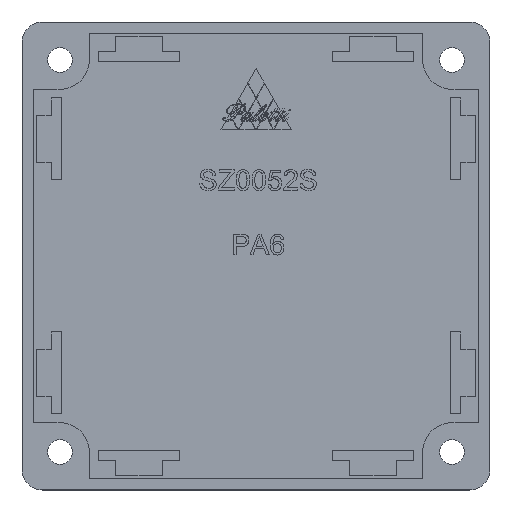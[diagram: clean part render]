
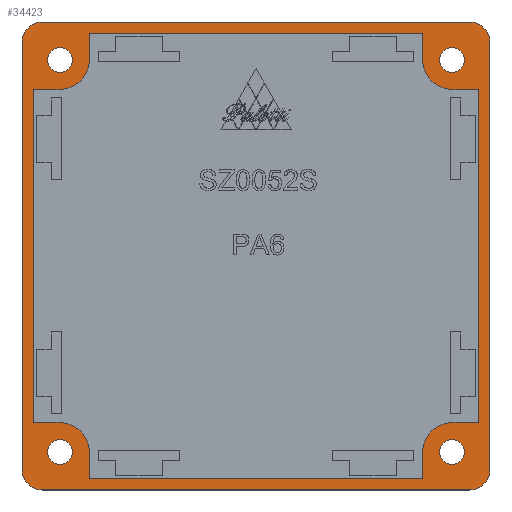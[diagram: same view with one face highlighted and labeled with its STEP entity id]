
A CAD part, top view. The second image highlights one B-rep face of the part: STEP entity #34423.
In plain terms, the highlighted planar face has unit normal (0, 0, 1).
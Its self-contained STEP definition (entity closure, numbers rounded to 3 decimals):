
#33062=CARTESIAN_POINT('',(-33.5,-28.5,0.0));
#33063=VERTEX_POINT('',#33062);
#33070=CARTESIAN_POINT('',(-28.5,-33.5,0.0));
#33071=VERTEX_POINT('',#33070);
#33072=CARTESIAN_POINT('',(-33.5,-33.5,0.0));
#33073=DIRECTION('',(0.0,0.0,1.0));
#33074=DIRECTION('',(-1.0,0.0,0.0));
#33075=AXIS2_PLACEMENT_3D('',#33072,#33073,#33074);
#33076=CIRCLE('',#33075,5.);
#33077=EDGE_CURVE('',#33071,#33063,#33076,.T.);
#33095=CARTESIAN_POINT('',(-28.5,-38.,0.0));
#33096=VERTEX_POINT('',#33095);
#33097=CARTESIAN_POINT('',(-28.5,-38.,0.0));
#33098=DIRECTION('',(0.0,1.0,0.0));
#33099=VECTOR('',#33098,4.5);
#33100=LINE('',#33097,#33099);
#33101=EDGE_CURVE('',#33096,#33071,#33100,.T.);
#33119=CARTESIAN_POINT('',(28.5,-38.,0.0));
#33120=VERTEX_POINT('',#33119);
#33121=CARTESIAN_POINT('',(28.5,-38.,0.0));
#33122=DIRECTION('',(-1.0,0.0,0.0));
#33123=VECTOR('',#33122,57.);
#33124=LINE('',#33121,#33123);
#33125=EDGE_CURVE('',#33120,#33096,#33124,.T.);
#33143=CARTESIAN_POINT('',(28.5,-33.5,0.0));
#33144=VERTEX_POINT('',#33143);
#33145=CARTESIAN_POINT('',(28.5,-33.5,0.0));
#33146=DIRECTION('',(0.0,-1.0,0.0));
#33147=VECTOR('',#33146,4.5);
#33148=LINE('',#33145,#33147);
#33149=EDGE_CURVE('',#33144,#33120,#33148,.T.);
#33167=CARTESIAN_POINT('',(33.5,-28.5,0.0));
#33168=VERTEX_POINT('',#33167);
#33169=CARTESIAN_POINT('',(33.5,-33.5,0.0));
#33170=DIRECTION('',(0.0,0.0,1.0));
#33171=DIRECTION('',(0.0,-1.0,0.0));
#33172=AXIS2_PLACEMENT_3D('',#33169,#33170,#33171);
#33173=CIRCLE('',#33172,5.);
#33174=EDGE_CURVE('',#33168,#33144,#33173,.T.);
#33192=CARTESIAN_POINT('',(38.,-28.5,0.0));
#33193=VERTEX_POINT('',#33192);
#33194=CARTESIAN_POINT('',(38.,-28.5,0.0));
#33195=DIRECTION('',(-1.0,0.0,0.0));
#33196=VECTOR('',#33195,4.5);
#33197=LINE('',#33194,#33196);
#33198=EDGE_CURVE('',#33193,#33168,#33197,.T.);
#33216=CARTESIAN_POINT('',(38.,28.5,0.0));
#33217=VERTEX_POINT('',#33216);
#33218=CARTESIAN_POINT('',(38.,28.5,0.0));
#33219=DIRECTION('',(0.0,-1.0,0.0));
#33220=VECTOR('',#33219,57.);
#33221=LINE('',#33218,#33220);
#33222=EDGE_CURVE('',#33217,#33193,#33221,.T.);
#33240=CARTESIAN_POINT('',(33.5,28.5,0.0));
#33241=VERTEX_POINT('',#33240);
#33242=CARTESIAN_POINT('',(33.5,28.5,0.0));
#33243=DIRECTION('',(1.0,0.0,0.0));
#33244=VECTOR('',#33243,4.5);
#33245=LINE('',#33242,#33244);
#33246=EDGE_CURVE('',#33241,#33217,#33245,.T.);
#33264=CARTESIAN_POINT('',(28.5,33.5,0.0));
#33265=VERTEX_POINT('',#33264);
#33266=CARTESIAN_POINT('',(33.5,33.5,0.0));
#33267=DIRECTION('',(0.0,0.0,1.0));
#33268=DIRECTION('',(1.0,0.0,0.0));
#33269=AXIS2_PLACEMENT_3D('',#33266,#33267,#33268);
#33270=CIRCLE('',#33269,5.);
#33271=EDGE_CURVE('',#33265,#33241,#33270,.T.);
#33289=CARTESIAN_POINT('',(28.5,38.,0.0));
#33290=VERTEX_POINT('',#33289);
#33291=CARTESIAN_POINT('',(28.5,38.,0.0));
#33292=DIRECTION('',(0.0,-1.0,0.0));
#33293=VECTOR('',#33292,4.5);
#33294=LINE('',#33291,#33293);
#33295=EDGE_CURVE('',#33290,#33265,#33294,.T.);
#33313=CARTESIAN_POINT('',(-28.5,38.,0.0));
#33314=VERTEX_POINT('',#33313);
#33315=CARTESIAN_POINT('',(-28.5,38.,0.0));
#33316=DIRECTION('',(1.0,0.0,0.0));
#33317=VECTOR('',#33316,57.);
#33318=LINE('',#33315,#33317);
#33319=EDGE_CURVE('',#33314,#33290,#33318,.T.);
#33337=CARTESIAN_POINT('',(-28.5,33.5,0.0));
#33338=VERTEX_POINT('',#33337);
#33339=CARTESIAN_POINT('',(-28.5,33.5,0.0));
#33340=DIRECTION('',(0.0,1.0,0.0));
#33341=VECTOR('',#33340,4.5);
#33342=LINE('',#33339,#33341);
#33343=EDGE_CURVE('',#33338,#33314,#33342,.T.);
#33361=CARTESIAN_POINT('',(-33.5,28.5,0.0));
#33362=VERTEX_POINT('',#33361);
#33363=CARTESIAN_POINT('',(-33.5,33.5,0.0));
#33364=DIRECTION('',(0.0,0.0,1.0));
#33365=DIRECTION('',(0.0,1.0,0.0));
#33366=AXIS2_PLACEMENT_3D('',#33363,#33364,#33365);
#33367=CIRCLE('',#33366,5.);
#33368=EDGE_CURVE('',#33362,#33338,#33367,.T.);
#33386=CARTESIAN_POINT('',(-38.,28.5,0.0));
#33387=VERTEX_POINT('',#33386);
#33388=CARTESIAN_POINT('',(-38.,28.5,0.0));
#33389=DIRECTION('',(1.0,0.0,0.0));
#33390=VECTOR('',#33389,4.5);
#33391=LINE('',#33388,#33390);
#33392=EDGE_CURVE('',#33387,#33362,#33391,.T.);
#33410=CARTESIAN_POINT('',(-38.,-28.5,0.0));
#33411=VERTEX_POINT('',#33410);
#33412=CARTESIAN_POINT('',(-38.,-28.5,0.0));
#33413=DIRECTION('',(0.0,1.0,0.0));
#33414=VECTOR('',#33413,57.);
#33415=LINE('',#33412,#33414);
#33416=EDGE_CURVE('',#33411,#33387,#33415,.T.);
#33434=CARTESIAN_POINT('',(-33.5,-28.5,0.0));
#33435=DIRECTION('',(-1.0,0.0,0.0));
#33436=VECTOR('',#33435,4.5);
#33437=LINE('',#33434,#33436);
#33438=EDGE_CURVE('',#33063,#33411,#33437,.T.);
#33525=CARTESIAN_POINT('',(35.6,-33.5,0.0));
#33526=VERTEX_POINT('',#33525);
#33527=CARTESIAN_POINT('',(33.5,-33.5,0.0));
#33528=DIRECTION('',(0.0,0.0,-1.0));
#33529=DIRECTION('',(-1.0,0.0,0.0));
#33530=AXIS2_PLACEMENT_3D('',#33527,#33528,#33529);
#33531=CIRCLE('',#33530,2.1);
#33532=EDGE_CURVE('',#33526,#33526,#33531,.T.);
#33545=CARTESIAN_POINT('',(-31.4,-33.5,0.0));
#33546=VERTEX_POINT('',#33545);
#33547=CARTESIAN_POINT('',(-33.5,-33.5,0.0));
#33548=DIRECTION('',(0.0,0.0,-1.0));
#33549=DIRECTION('',(-1.0,0.0,0.0));
#33550=AXIS2_PLACEMENT_3D('',#33547,#33548,#33549);
#33551=CIRCLE('',#33550,2.1);
#33552=EDGE_CURVE('',#33546,#33546,#33551,.T.);
#33661=CARTESIAN_POINT('',(35.6,33.5,0.0));
#33662=VERTEX_POINT('',#33661);
#33663=CARTESIAN_POINT('',(33.5,33.5,0.0));
#33664=DIRECTION('',(0.0,0.0,-1.0));
#33665=DIRECTION('',(-1.0,0.0,0.0));
#33666=AXIS2_PLACEMENT_3D('',#33663,#33664,#33665);
#33667=CIRCLE('',#33666,2.1);
#33668=EDGE_CURVE('',#33662,#33662,#33667,.T.);
#33729=CARTESIAN_POINT('',(-31.4,33.5,0.0));
#33730=VERTEX_POINT('',#33729);
#33731=CARTESIAN_POINT('',(-33.5,33.5,0.0));
#33732=DIRECTION('',(0.0,0.0,-1.0));
#33733=DIRECTION('',(-1.0,0.0,0.0));
#33734=AXIS2_PLACEMENT_3D('',#33731,#33732,#33733);
#33735=CIRCLE('',#33734,2.1);
#33736=EDGE_CURVE('',#33730,#33730,#33735,.T.);
#34206=CARTESIAN_POINT('',(-40.,36.5,0.0));
#34207=VERTEX_POINT('',#34206);
#34214=CARTESIAN_POINT('',(-36.5,40.,0.0));
#34215=VERTEX_POINT('',#34214);
#34216=CARTESIAN_POINT('',(-36.5,36.5,0.0));
#34217=DIRECTION('',(0.0,0.0,-1.0));
#34218=DIRECTION('',(-0.707,0.707,0.0));
#34219=AXIS2_PLACEMENT_3D('',#34216,#34217,#34218);
#34220=CIRCLE('',#34219,3.5);
#34221=EDGE_CURVE('',#34207,#34215,#34220,.T.);
#34238=CARTESIAN_POINT('',(-40.,-36.5,0.0));
#34239=VERTEX_POINT('',#34238);
#34246=CARTESIAN_POINT('',(-40.,-36.5,0.0));
#34247=DIRECTION('',(0.0,1.0,0.0));
#34248=VECTOR('',#34247,73.);
#34249=LINE('',#34246,#34248);
#34250=EDGE_CURVE('',#34239,#34207,#34249,.T.);
#34262=CARTESIAN_POINT('',(-36.5,-40.,0.0));
#34263=VERTEX_POINT('',#34262);
#34270=CARTESIAN_POINT('',(-36.5,-36.5,0.0));
#34271=DIRECTION('',(0.0,0.0,-1.0));
#34272=DIRECTION('',(-0.707,-0.707,0.0));
#34273=AXIS2_PLACEMENT_3D('',#34270,#34271,#34272);
#34274=CIRCLE('',#34273,3.5);
#34275=EDGE_CURVE('',#34263,#34239,#34274,.T.);
#34287=CARTESIAN_POINT('',(36.5,-40.,0.0));
#34288=VERTEX_POINT('',#34287);
#34295=CARTESIAN_POINT('',(36.5,-40.,0.0));
#34296=DIRECTION('',(-1.0,0.0,0.0));
#34297=VECTOR('',#34296,73.0);
#34298=LINE('',#34295,#34297);
#34299=EDGE_CURVE('',#34288,#34263,#34298,.T.);
#34340=CARTESIAN_POINT('',(36.5,40.,0.0));
#34341=VERTEX_POINT('',#34340);
#34342=CARTESIAN_POINT('',(-36.5,40.,0.0));
#34343=DIRECTION('',(1.0,0.0,0.0));
#34344=VECTOR('',#34343,73.0);
#34345=LINE('',#34342,#34344);
#34346=EDGE_CURVE('',#34215,#34341,#34345,.T.);
#34357=CARTESIAN_POINT('',(0.0,0.0,0.0));
#34358=DIRECTION('',(0.0,0.0,1.0));
#34359=DIRECTION('',(1.0,0.0,0.0));
#34360=AXIS2_PLACEMENT_3D('',#34357,#34358,#34359);
#34361=PLANE('',#34360);
#34362=ORIENTED_EDGE('',*,*,#34221,.F.);
#34363=ORIENTED_EDGE('',*,*,#34250,.F.);
#34364=ORIENTED_EDGE('',*,*,#34275,.F.);
#34365=ORIENTED_EDGE('',*,*,#34299,.F.);
#34366=CARTESIAN_POINT('',(40.,-36.5,0.0));
#34367=VERTEX_POINT('',#34366);
#34368=CARTESIAN_POINT('',(36.5,-36.5,0.0));
#34369=DIRECTION('',(0.0,0.0,-1.0));
#34370=DIRECTION('',(0.707,-0.707,0.0));
#34371=AXIS2_PLACEMENT_3D('',#34368,#34369,#34370);
#34372=CIRCLE('',#34371,3.5);
#34373=EDGE_CURVE('',#34367,#34288,#34372,.T.);
#34374=ORIENTED_EDGE('',*,*,#34373,.F.);
#34375=CARTESIAN_POINT('',(40.,36.5,0.0));
#34376=VERTEX_POINT('',#34375);
#34377=CARTESIAN_POINT('',(40.,36.5,0.0));
#34378=DIRECTION('',(0.0,-1.0,0.0));
#34379=VECTOR('',#34378,73.);
#34380=LINE('',#34377,#34379);
#34381=EDGE_CURVE('',#34376,#34367,#34380,.T.);
#34382=ORIENTED_EDGE('',*,*,#34381,.F.);
#34383=CARTESIAN_POINT('',(36.5,36.5,0.0));
#34384=DIRECTION('',(0.0,0.0,-1.0));
#34385=DIRECTION('',(0.707,0.707,0.0));
#34386=AXIS2_PLACEMENT_3D('',#34383,#34384,#34385);
#34387=CIRCLE('',#34386,3.5);
#34388=EDGE_CURVE('',#34341,#34376,#34387,.T.);
#34389=ORIENTED_EDGE('',*,*,#34388,.F.);
#34390=ORIENTED_EDGE('',*,*,#34346,.F.);
#34391=EDGE_LOOP('',(#34362,#34363,#34364,#34365,#34374,#34382,#34389,#34390));
#34392=FACE_OUTER_BOUND('',#34391,.T.);
#34393=ORIENTED_EDGE('',*,*,#33077,.T.);
#34394=ORIENTED_EDGE('',*,*,#33438,.T.);
#34395=ORIENTED_EDGE('',*,*,#33416,.T.);
#34396=ORIENTED_EDGE('',*,*,#33392,.T.);
#34397=ORIENTED_EDGE('',*,*,#33368,.T.);
#34398=ORIENTED_EDGE('',*,*,#33343,.T.);
#34399=ORIENTED_EDGE('',*,*,#33319,.T.);
#34400=ORIENTED_EDGE('',*,*,#33295,.T.);
#34401=ORIENTED_EDGE('',*,*,#33271,.T.);
#34402=ORIENTED_EDGE('',*,*,#33246,.T.);
#34403=ORIENTED_EDGE('',*,*,#33222,.T.);
#34404=ORIENTED_EDGE('',*,*,#33198,.T.);
#34405=ORIENTED_EDGE('',*,*,#33174,.T.);
#34406=ORIENTED_EDGE('',*,*,#33149,.T.);
#34407=ORIENTED_EDGE('',*,*,#33125,.T.);
#34408=ORIENTED_EDGE('',*,*,#33101,.T.);
#34409=EDGE_LOOP('',(#34393,#34394,#34395,#34396,#34397,#34398,#34399,#34400,#34401,#34402,#34403,#34404,#34405,#34406,#34407,#34408));
#34410=FACE_BOUND('',#34409,.T.);
#34411=ORIENTED_EDGE('',*,*,#33532,.T.);
#34412=EDGE_LOOP('',(#34411));
#34413=FACE_BOUND('',#34412,.T.);
#34414=ORIENTED_EDGE('',*,*,#33552,.T.);
#34415=EDGE_LOOP('',(#34414));
#34416=FACE_BOUND('',#34415,.T.);
#34417=ORIENTED_EDGE('',*,*,#33668,.T.);
#34418=EDGE_LOOP('',(#34417));
#34419=FACE_BOUND('',#34418,.T.);
#34420=ORIENTED_EDGE('',*,*,#33736,.T.);
#34421=EDGE_LOOP('',(#34420));
#34422=FACE_BOUND('',#34421,.T.);
#34423=ADVANCED_FACE('',(#34392,#34410,#34413,#34416,#34419,#34422),#34361,.T.);
